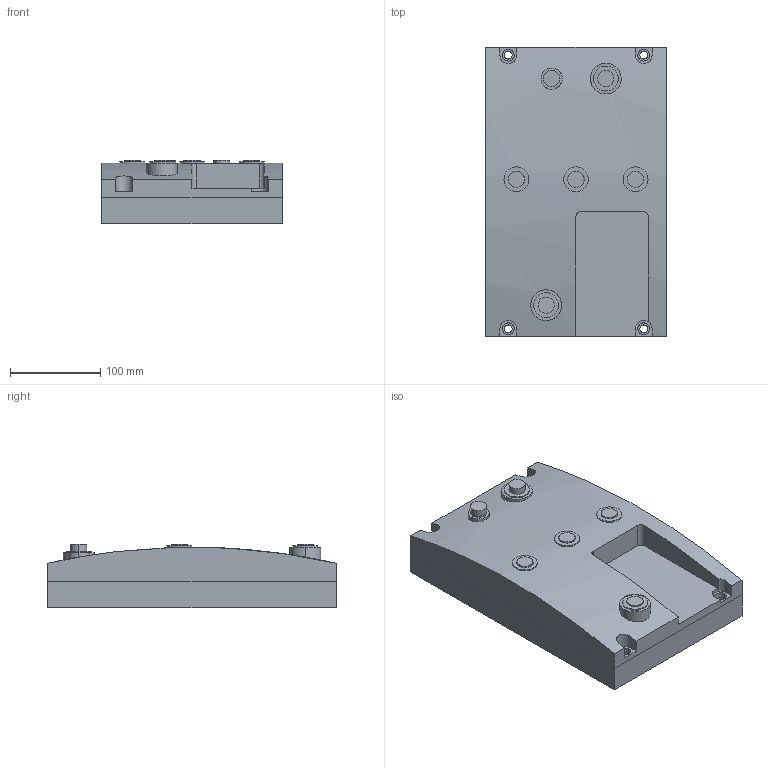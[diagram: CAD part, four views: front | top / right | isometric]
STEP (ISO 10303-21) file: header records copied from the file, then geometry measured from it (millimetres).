
FILE_DESCRIPTION(('CATIA V5 STEP Exchange'),'2;1');
FILE_NAME('S4_assembly.stp','2020-12-17T12:56:29+00:00',('none'),('none'),'CATIA Version 5 Release 21 GA (IN-10)','CATIA V5 STEP AP203','none');
FILE_SCHEMA(('CONFIG_CONTROL_DESIGN'));
Length unit declared in the file: millimetre
Products named in the file (1): Product1
Assembly tree (2 placements, depth 2):
  Product1
    #58
    #1234
Bounding box: 200 x 320 x 70 mm (x, y, z)
Volume: 3677539.5 mm3; surface area: 354684.5 mm2
Topology: 5 solids, 5 shells, 134 faces, 332 edges, 228 vertices
Faces by surface type: cylinder 84, plane 49, extrusion 1
Entity records: 3952 total; most frequent: CARTESIAN_POINT 926, ORIENTED_EDGE 648, DIRECTION 448, EDGE_CURVE 324, AXIS2_PLACEMENT_3D 231, VERTEX_POINT 216, EDGE_LOOP 184, CIRCLE 159
